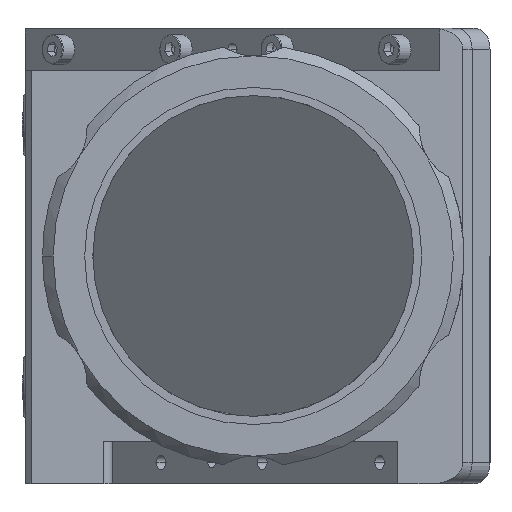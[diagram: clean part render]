
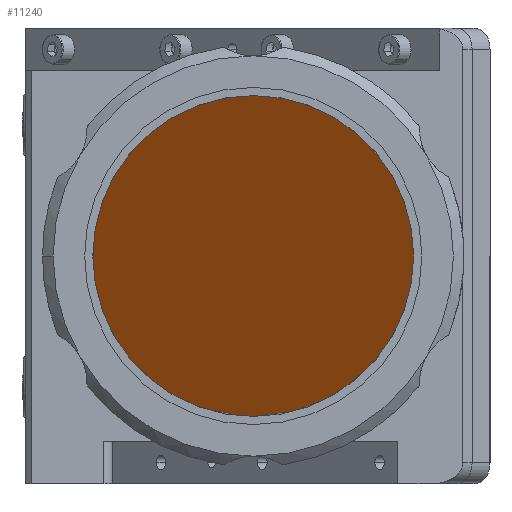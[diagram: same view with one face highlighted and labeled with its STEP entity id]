
A CAD part, front view. The second image highlights one B-rep face of the part: STEP entity #11240.
In plain terms, the highlighted planar face has unit normal (-0.707, -0.707, 0).
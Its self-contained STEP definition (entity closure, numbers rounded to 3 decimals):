
#254 = DIRECTION ( 'NONE',  ( 0.707, 0.707, 0. ) ) ;
#269 = CARTESIAN_POINT ( 'NONE',  ( -42.14, 42.14, -45.069 ) ) ;
#674 = DIRECTION ( 'NONE',  ( -0.707, 0.707, 0. ) ) ;
#840 = CARTESIAN_POINT ( 'NONE',  ( 42.14, -42.14, -45.069 ) ) ;
#1622 = DIRECTION ( 'NONE',  ( 0.707, -0.707, 0. ) ) ;
#1704 = CARTESIAN_POINT ( 'NONE',  ( 42.14, -42.14, 45.069 ) ) ;
#1923 = CARTESIAN_POINT ( 'NONE',  ( -42.14, 42.14, 45.069 ) ) ;
#2210 = EDGE_CURVE ( 'NONE', #3762, #9896, #3460, .T. ) ;
#2555 = CARTESIAN_POINT ( 'NONE',  ( 42.14, -42.14, -45.069 ) ) ;
#3037 = EDGE_CURVE ( 'NONE', #7512, #3762, #10198, .T. ) ;
#3460 = LINE ( 'NONE', #6162, #7474 ) ;
#3762 = VERTEX_POINT ( 'NONE', #840 ) ;
#5212 = DIRECTION ( 'NONE',  ( 0., 0., 1. ) ) ;
#5830 = DIRECTION ( 'NONE',  ( 0., 0., -1. ) ) ;
#6162 = CARTESIAN_POINT ( 'NONE',  ( 42.14, -42.14, -45.069 ) ) ;
#6182 = DIRECTION ( 'NONE',  ( 0., 0., -1. ) ) ;
#6662 = EDGE_CURVE ( 'NONE', #7889, #7512, #12062, .T. ) ;
#6717 = PLANE ( 'NONE',  #11483 ) ;
#6832 = EDGE_CURVE ( 'NONE', #9896, #7889, #12377, .T. ) ;
#6942 = ORIENTED_EDGE ( 'NONE', *, *, #3037, .T. ) ;
#7474 = VECTOR ( 'NONE', #5212, 1000. ) ;
#7512 = VERTEX_POINT ( 'NONE', #269 ) ;
#7889 = VERTEX_POINT ( 'NONE', #1923 ) ;
#8129 = CARTESIAN_POINT ( 'NONE',  ( -42.14, 42.14, -45.069 ) ) ;
#8501 = CARTESIAN_POINT ( 'NONE',  ( 42.14, -42.14, 45.069 ) ) ;
#8720 = EDGE_LOOP ( 'NONE', ( #10132, #10290, #6942, #10613 ) ) ;
#9263 = VECTOR ( 'NONE', #1622, 1000. ) ;
#9780 = CARTESIAN_POINT ( 'NONE',  ( 0., 0., 0. ) ) ;
#9896 = VERTEX_POINT ( 'NONE', #1704 ) ;
#10132 = ORIENTED_EDGE ( 'NONE', *, *, #6832, .T. ) ;
#10198 = LINE ( 'NONE', #2555, #9263 ) ;
#10290 = ORIENTED_EDGE ( 'NONE', *, *, #6662, .T. ) ;
#10613 = ORIENTED_EDGE ( 'NONE', *, *, #2210, .T. ) ;
#11106 = VECTOR ( 'NONE', #6182, 1000. ) ;
#11240 = ADVANCED_FACE ( 'NONE', ( #11527 ), #6717, .F. ) ;
#11483 = AXIS2_PLACEMENT_3D ( 'NONE', #9780, #254, #5830 ) ;
#11511 = VECTOR ( 'NONE', #674, 1000. ) ;
#11527 = FACE_OUTER_BOUND ( 'NONE', #8720, .T. ) ;
#12062 = LINE ( 'NONE', #8129, #11106 ) ;
#12377 = LINE ( 'NONE', #8501, #11511 ) ;
